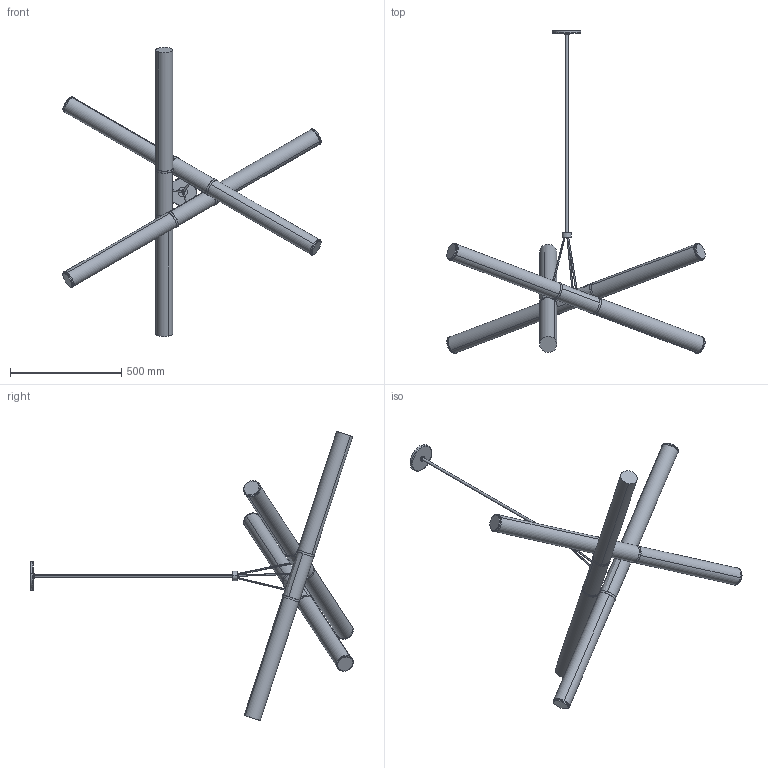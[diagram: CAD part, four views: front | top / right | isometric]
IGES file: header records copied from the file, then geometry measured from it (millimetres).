
Start section: SolidWorks IGES file using analytic representation for surfaces
Global section: file name: MINFP02 -  Mini Farrago Pendant 02.IGS; native system: SolidWorks 2015; preprocessor: SolidWorks 2015; author: Design; date: 190716.121447; units: millimetre
Bounding box: 1159.39 x 1449.04 x 1297.41 mm (x, y, z)
Volume: 18849675 mm3; surface area: 1092021.7 mm2
Topology: 1 solids, 1 shells, 148 faces, 333 edges, 220 vertices
Faces by surface type: revolution 96, plane 52
